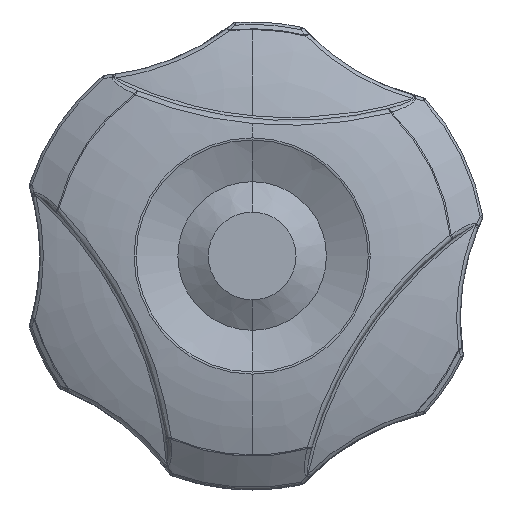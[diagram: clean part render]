
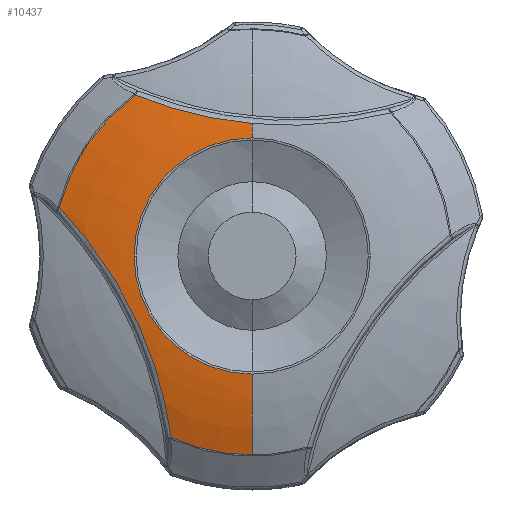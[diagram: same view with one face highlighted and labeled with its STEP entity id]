
A CAD part, left-side view. The second image highlights one B-rep face of the part: STEP entity #10437.
In plain terms, the highlighted toroidal (fillet/blend) face has major radius 6.511 mm and minor radius 30.6 mm.
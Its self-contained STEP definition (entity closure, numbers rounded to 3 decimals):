
#74 = CARTESIAN_POINT ( 'NONE',  ( -20.462, 15.261, 2.784 ) ) ;
#195 = ORIENTED_EDGE ( 'NONE', *, *, #486, .T. ) ;
#413 = EDGE_CURVE ( 'NONE', #7671, #5879, #6885, .T. ) ;
#418 = VERTEX_POINT ( 'NONE', #6345 ) ;
#486 = EDGE_CURVE ( 'NONE', #418, #1533, #10150, .T. ) ;
#753 = CARTESIAN_POINT ( 'NONE',  ( -21.225, 12.446, -0.901 ) ) ;
#807 = CARTESIAN_POINT ( 'NONE',  ( -19.949, 6.914, -15.532 ) ) ;
#927 = CARTESIAN_POINT ( 'NONE',  ( -21.406, 9.361, -6.626 ) ) ;
#1010 = CARTESIAN_POINT ( 'NONE',  ( -21.593, 0., 0. ) ) ;
#1104 = EDGE_CURVE ( 'NONE', #9925, #1524, #7276, .T. ) ;
#1385 = EDGE_CURVE ( 'NONE', #1533, #8888, #2530, .T. ) ;
#1524 = VERTEX_POINT ( 'NONE', #7656 ) ;
#1533 = VERTEX_POINT ( 'NONE', #11184 ) ;
#1537 = CARTESIAN_POINT ( 'NONE',  ( -20.208, 9.217, 13.441 ) ) ;
#1545 = CARTESIAN_POINT ( 'NONE',  ( -19.949, 16.495, 4.114 ) ) ;
#1698 = CARTESIAN_POINT ( 'NONE',  ( -21.593, 0., 10.093 ) ) ;
#1842 = DIRECTION ( 'NONE',  ( -1., 0., 0. ) ) ;
#2356 = AXIS2_PLACEMENT_3D ( 'NONE', #1010, #4405, #6786 ) ;
#2530 = CIRCLE ( 'NONE', #2356, 10.093 ) ;
#2542 = CARTESIAN_POINT ( 'NONE',  ( -21.593, 0., 0. ) ) ;
#2673 = CARTESIAN_POINT ( 'NONE',  ( 8.796, 0., 0. ) ) ;
#3094 = AXIS2_PLACEMENT_3D ( 'NONE', #2542, #10722, #4661 ) ;
#3341 = CARTESIAN_POINT ( 'NONE',  ( -20.228, 7.04, -14.638 ) ) ;
#3374 = FACE_OUTER_BOUND ( 'NONE', #7509, .T. ) ;
#3443 = CARTESIAN_POINT ( 'NONE',  ( -20.846, 14.087, 1.364 ) ) ;
#3456 = EDGE_CURVE ( 'NONE', #1524, #7671, #7037, .T. ) ;
#3493 = CARTESIAN_POINT ( 'NONE',  ( -21.429, 10.555, -4.096 ) ) ;
#3545 = CARTESIAN_POINT ( 'NONE',  ( -20.996, 7.831, -11.044 ) ) ;
#3579 = CARTESIAN_POINT ( 'NONE',  ( 8.796, 0., 6.511 ) ) ;
#3629 = CIRCLE ( 'NONE', #3094, 10.093 ) ;
#3949 = CARTESIAN_POINT ( 'NONE',  ( -19.949, 6.914, -15.532 ) ) ;
#4001 = CARTESIAN_POINT ( 'NONE',  ( -21.424, 0., 11.318 ) ) ;
#4036 = AXIS2_PLACEMENT_3D ( 'NONE', #3579, #10532, #5238 ) ;
#4156 = CARTESIAN_POINT ( 'NONE',  ( -21.43, 9.737, -5.77 ) ) ;
#4168 = DIRECTION ( 'NONE',  ( -1., 0., 0. ) ) ;
#4405 = DIRECTION ( 'NONE',  ( 1., 0., 0. ) ) ;
#4494 = ORIENTED_EDGE ( 'NONE', *, *, #1385, .T. ) ;
#4579 = DIRECTION ( 'NONE',  ( 0., 0., 1. ) ) ;
#4661 = DIRECTION ( 'NONE',  ( 0., -1., 0. ) ) ;
#5017 = AXIS2_PLACEMENT_3D ( 'NONE', #6531, #4168, #9170 ) ;
#5088 = CARTESIAN_POINT ( 'NONE',  ( -19.949, 9.994, 13.753 ) ) ;
#5238 = DIRECTION ( 'NONE',  ( 0., 0., -1. ) ) ;
#5313 = ORIENTED_EDGE ( 'NONE', *, *, #10486, .F. ) ;
#5347 = CIRCLE ( 'NONE', #4036, 30.6 ) ;
#5416 = ORIENTED_EDGE ( 'NONE', *, *, #1104, .T. ) ;
#5419 = ORIENTED_EDGE ( 'NONE', *, *, #3456, .T. ) ;
#5805 = CARTESIAN_POINT ( 'NONE',  ( -21.259, 3.448, 11.803 ) ) ;
#5858 = CARTESIAN_POINT ( 'NONE',  ( -20.943, 5.97, 12.391 ) ) ;
#5879 = VERTEX_POINT ( 'NONE', #3949 ) ;
#5905 = CARTESIAN_POINT ( 'NONE',  ( -20.846, 7.598, -11.939 ) ) ;
#6073 = CARTESIAN_POINT ( 'NONE',  ( -21.304, 11.942, -1.681 ) ) ;
#6130 = CARTESIAN_POINT ( 'NONE',  ( -21.405, 10.996, -3.279 ) ) ;
#6207 = AXIS2_PLACEMENT_3D ( 'NONE', #7118, #8858, #7298 ) ;
#6345 = CARTESIAN_POINT ( 'NONE',  ( -19.949, 0., -17.001 ) ) ;
#6531 = CARTESIAN_POINT ( 'NONE',  ( -19.949, 0., 0. ) ) ;
#6702 = CARTESIAN_POINT ( 'NONE',  ( -21.174, 4.297, 11.98 ) ) ;
#6774 = ORIENTED_EDGE ( 'NONE', *, *, #413, .T. ) ;
#6786 = DIRECTION ( 'NONE',  ( 0., -1., 0. ) ) ;
#6885 = B_SPLINE_CURVE_WITH_KNOTS ( 'NONE', 3,
 ( #8598, #6988, #74, #3443, #11151, #753, #6073, #6130, #3493, #4156, #927, #8716, #10450, #3545, #5905, #7038, #3341, #807 ),
 .UNSPECIFIED., .F., .F.,
 ( 4, 2, 2, 2, 2, 2, 2, 2, 4 ),
 ( 0., 0.003, 0.006, 0.008, 0.011, 0.014, 0.017, 0.02, 0.023 ),
 .UNSPECIFIED. ) ;
#6988 = CARTESIAN_POINT ( 'NONE',  ( -20.229, 15.869, 3.464 ) ) ;
#7037 = CIRCLE ( 'NONE', #5017, 17.001 ) ;
#7038 = CARTESIAN_POINT ( 'NONE',  ( -20.463, 7.203, -13.735 ) ) ;
#7114 = CIRCLE ( 'NONE', #6207, 17.001 ) ;
#7118 = CARTESIAN_POINT ( 'NONE',  ( -19.949, 0., 0. ) ) ;
#7276 = B_SPLINE_CURVE_WITH_KNOTS ( 'NONE', 3,
 ( #4001, #10986, #9335, #5805, #6702, #5858, #10300, #8553, #1537, #5088 ),
 .UNSPECIFIED., .F., .F.,
 ( 4, 2, 2, 2, 4 ),
 ( 0.012, 0.015, 0.017, 0.02, 0.023 ),
 .UNSPECIFIED. ) ;
#7298 = DIRECTION ( 'NONE',  ( 0., -1., 0. ) ) ;
#7334 = ORIENTED_EDGE ( 'NONE', *, *, #10973, .T. ) ;
#7336 = DIRECTION ( 'NONE',  ( 0., 0., 1. ) ) ;
#7399 = ORIENTED_EDGE ( 'NONE', *, *, #11133, .F. ) ;
#7421 = AXIS2_PLACEMENT_3D ( 'NONE', #9841, #8189, #7336 ) ;
#7509 = EDGE_LOOP ( 'NONE', ( #7399, #195, #4494, #7334, #5313, #5416, #5419, #6774 ) ) ;
#7656 = CARTESIAN_POINT ( 'NONE',  ( -19.949, 9.994, 13.753 ) ) ;
#7671 = VERTEX_POINT ( 'NONE', #1545 ) ;
#8037 = VERTEX_POINT ( 'NONE', #1698 ) ;
#8189 = DIRECTION ( 'NONE',  ( 0., 1., 0. ) ) ;
#8553 = CARTESIAN_POINT ( 'NONE',  ( -20.429, 8.417, 13.15 ) ) ;
#8564 = CARTESIAN_POINT ( 'NONE',  ( -21.593, 10.093, 0. ) ) ;
#8598 = CARTESIAN_POINT ( 'NONE',  ( -19.949, 16.495, 4.114 ) ) ;
#8716 = CARTESIAN_POINT ( 'NONE',  ( -21.304, 8.676, -8.378 ) ) ;
#8858 = DIRECTION ( 'NONE',  ( 1., 0., 0. ) ) ;
#8888 = VERTEX_POINT ( 'NONE', #8564 ) ;
#9170 = DIRECTION ( 'NONE',  ( 0., 0., -1. ) ) ;
#9174 = AXIS2_PLACEMENT_3D ( 'NONE', #2673, #1842, #4579 ) ;
#9335 = CARTESIAN_POINT ( 'NONE',  ( -21.377, 1.728, 11.512 ) ) ;
#9841 = CARTESIAN_POINT ( 'NONE',  ( 8.796, 0., -6.511 ) ) ;
#9925 = VERTEX_POINT ( 'NONE', #11223 ) ;
#10150 = CIRCLE ( 'NONE', #7421, 30.6 ) ;
#10300 = CARTESIAN_POINT ( 'NONE',  ( -20.796, 6.794, 12.626 ) ) ;
#10437 = ADVANCED_FACE ( 'NONE', ( #3374 ), #11181, .T. ) ;
#10450 = CARTESIAN_POINT ( 'NONE',  ( -21.224, 8.369, -9.265 ) ) ;
#10486 = EDGE_CURVE ( 'NONE', #9925, #8037, #5347, .T. ) ;
#10532 = DIRECTION ( 'NONE',  ( 0., -1., 0. ) ) ;
#10722 = DIRECTION ( 'NONE',  ( 1., 0., 0. ) ) ;
#10973 = EDGE_CURVE ( 'NONE', #8888, #8037, #3629, .T. ) ;
#10986 = CARTESIAN_POINT ( 'NONE',  ( -21.411, 0.863, 11.398 ) ) ;
#11133 = EDGE_CURVE ( 'NONE', #418, #5879, #7114, .T. ) ;
#11151 = CARTESIAN_POINT ( 'NONE',  ( -20.997, 13.518, 0.62 ) ) ;
#11181 = TOROIDAL_SURFACE ( 'NONE', #9174, 6.511, 30.6 ) ;
#11184 = CARTESIAN_POINT ( 'NONE',  ( -21.593, 0., -10.093 ) ) ;
#11223 = CARTESIAN_POINT ( 'NONE',  ( -21.424, 0., 11.318 ) ) ;
